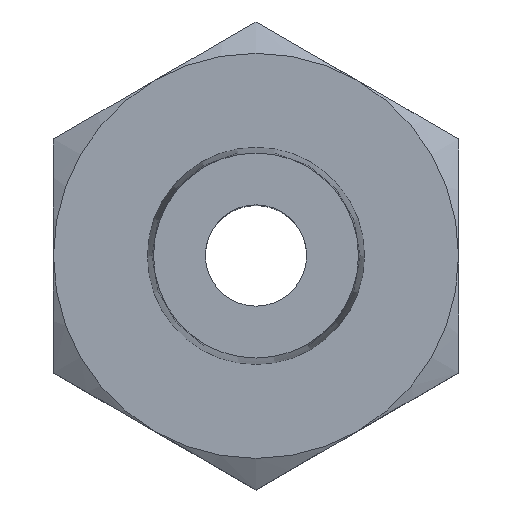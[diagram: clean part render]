
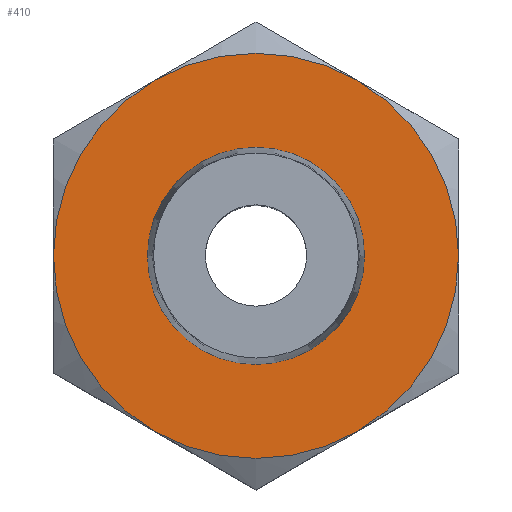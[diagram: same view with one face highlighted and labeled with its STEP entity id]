
A CAD part, top view. The second image highlights one B-rep face of the part: STEP entity #410.
In plain terms, the highlighted planar face has unit normal (0, 0, 1).
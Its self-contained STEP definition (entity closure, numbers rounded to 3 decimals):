
#39=PLANE('',#476);
#51=CIRCLE('',#441,16.);
#52=CIRCLE('',#443,16.);
#53=CIRCLE('',#445,16.);
#54=CIRCLE('',#447,16.);
#55=CIRCLE('',#449,16.);
#57=CIRCLE('',#452,8.574);
#68=CIRCLE('',#475,16.);
#132=ORIENTED_EDGE('',*,*,#206,.T.);
#133=ORIENTED_EDGE('',*,*,#220,.F.);
#134=ORIENTED_EDGE('',*,*,#194,.F.);
#135=ORIENTED_EDGE('',*,*,#192,.F.);
#136=ORIENTED_EDGE('',*,*,#203,.F.);
#137=ORIENTED_EDGE('',*,*,#200,.F.);
#138=ORIENTED_EDGE('',*,*,#197,.F.);
#192=EDGE_CURVE('',#241,#240,#51,.T.);
#194=EDGE_CURVE('',#240,#243,#52,.T.);
#197=EDGE_CURVE('',#244,#246,#53,.T.);
#200=EDGE_CURVE('',#246,#248,#54,.T.);
#203=EDGE_CURVE('',#248,#241,#55,.T.);
#206=EDGE_CURVE('',#251,#251,#57,.T.);
#220=EDGE_CURVE('',#243,#244,#68,.T.);
#240=VERTEX_POINT('',#665);
#241=VERTEX_POINT('',#670);
#243=VERTEX_POINT('',#679);
#244=VERTEX_POINT('',#689);
#246=VERTEX_POINT('',#692);
#248=VERTEX_POINT('',#704);
#251=VERTEX_POINT('',#724);
#321=EDGE_LOOP('',(#132));
#322=EDGE_LOOP('',(#133,#134,#135,#136,#137,#138));
#363=FACE_BOUND('',#321,.T.);
#364=FACE_BOUND('',#322,.T.);
#410=ADVANCED_FACE('',(#363,#364),#39,.T.);
#441=AXIS2_PLACEMENT_3D('',#671,#507,#508);
#443=AXIS2_PLACEMENT_3D('',#678,#511,#512);
#445=AXIS2_PLACEMENT_3D('',#691,#515,#516);
#447=AXIS2_PLACEMENT_3D('',#703,#519,#520);
#449=AXIS2_PLACEMENT_3D('',#715,#523,#524);
#452=AXIS2_PLACEMENT_3D('',#723,#529,#530);
#475=AXIS2_PLACEMENT_3D('',#770,#575,#576);
#476=AXIS2_PLACEMENT_3D('',#775,#577,#578);
#507=DIRECTION('',(0.,0.,-1.));
#508=DIRECTION('',(-1.,0.,0.));
#511=DIRECTION('',(0.,0.,-1.));
#512=DIRECTION('',(-1.,0.,0.));
#515=DIRECTION('',(0.,0.,-1.));
#516=DIRECTION('',(-1.,0.,0.));
#519=DIRECTION('',(0.,0.,-1.));
#520=DIRECTION('',(-1.,0.,0.));
#523=DIRECTION('',(0.,0.,-1.));
#524=DIRECTION('',(-1.,0.,0.));
#529=DIRECTION('',(0.,0.,-1.));
#530=DIRECTION('',(-1.,0.,0.));
#575=DIRECTION('',(0.,0.,-1.));
#576=DIRECTION('',(-1.,0.,0.));
#577=DIRECTION('',(0.,0.,1.));
#578=DIRECTION('',(1.,0.,0.));
#665=CARTESIAN_POINT('',(-16.,0.,0.));
#670=CARTESIAN_POINT('',(-8.,-13.856,0.));
#671=CARTESIAN_POINT('',(0.,0.,0.));
#678=CARTESIAN_POINT('',(0.,0.,0.));
#679=CARTESIAN_POINT('',(-8.,13.856,0.));
#689=CARTESIAN_POINT('',(8.,13.856,0.));
#691=CARTESIAN_POINT('',(0.,0.,0.));
#692=CARTESIAN_POINT('',(16.,0.,0.));
#703=CARTESIAN_POINT('',(0.,0.,0.));
#704=CARTESIAN_POINT('',(8.,-13.856,0.));
#715=CARTESIAN_POINT('',(0.,0.,0.));
#723=CARTESIAN_POINT('',(0.,0.,0.));
#724=CARTESIAN_POINT('',(-8.574,0.,0.));
#770=CARTESIAN_POINT('',(0.,0.,0.));
#775=CARTESIAN_POINT('',(0.,16.,0.));
